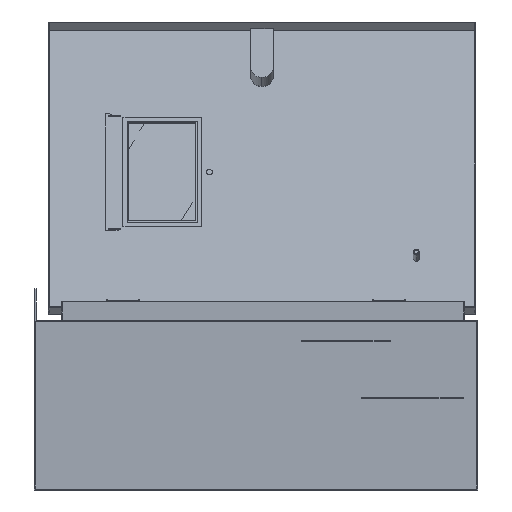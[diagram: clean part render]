
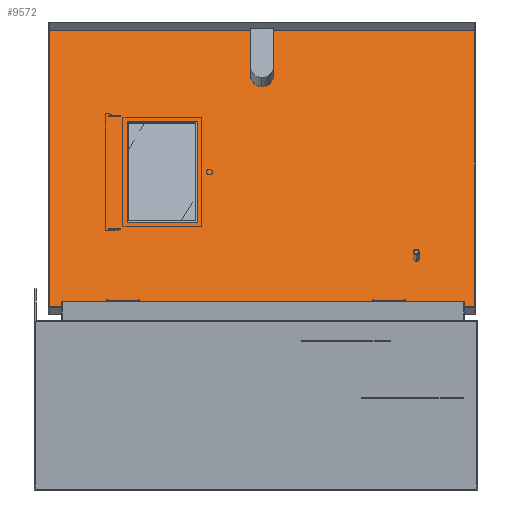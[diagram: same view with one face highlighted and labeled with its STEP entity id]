
A CAD part, left-side view. The second image highlights one B-rep face of the part: STEP entity #9572.
In plain terms, the highlighted face is planar.
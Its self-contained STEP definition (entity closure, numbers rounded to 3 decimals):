
#41 = LINE ( 'NONE', #9661, #3128 ) ;
#51 = VERTEX_POINT ( 'NONE', #4546 ) ;
#148 = DIRECTION ( 'NONE',  ( 1., 0., 0. ) ) ;
#636 = LINE ( 'NONE', #4175, #9911 ) ;
#911 = CARTESIAN_POINT ( 'NONE',  ( 93.5, -156.5, -1. ) ) ;
#936 = ORIENTED_EDGE ( 'NONE', *, *, #9848, .F. ) ;
#977 = VERTEX_POINT ( 'NONE', #6385 ) ;
#1020 = CARTESIAN_POINT ( 'NONE',  ( -152.5, 0., -1. ) ) ;
#1053 = CARTESIAN_POINT ( 'NONE',  ( -54.65, 136.5, -1. ) ) ;
#1057 = AXIS2_PLACEMENT_3D ( 'NONE', #13715, #1456, #8062 ) ;
#1456 = DIRECTION ( 'NONE',  ( 0., 0., 1. ) ) ;
#1465 = FACE_BOUND ( 'NONE', #4536, .T. ) ;
#1780 = VERTEX_POINT ( 'NONE', #5307 ) ;
#1931 = LINE ( 'NONE', #7751, #2742 ) ;
#1998 = EDGE_CURVE ( 'NONE', #977, #1780, #15288, .T. ) ;
#2361 = AXIS2_PLACEMENT_3D ( 'NONE', #15633, #10817, #7486 ) ;
#2471 = ORIENTED_EDGE ( 'NONE', *, *, #14340, .T. ) ;
#2520 = CARTESIAN_POINT ( 'NONE',  ( 0., 0., -1. ) ) ;
#2742 = VECTOR ( 'NONE', #11349, 1000. ) ;
#2760 = EDGE_LOOP ( 'NONE', ( #6495, #7047 ) ) ;
#2963 = DIRECTION ( 'NONE',  ( 0., 0., -1. ) ) ;
#3128 = VECTOR ( 'NONE', #8850, 1000. ) ;
#3537 = VECTOR ( 'NONE', #6913, 1000. ) ;
#3609 = DIRECTION ( 'NONE',  ( 0., 1., 0. ) ) ;
#3828 = EDGE_CURVE ( 'NONE', #8147, #51, #636, .T. ) ;
#3921 = EDGE_LOOP ( 'NONE', ( #9050, #2471, #13153, #4735 ) ) ;
#4090 = EDGE_CURVE ( 'NONE', #6001, #4598, #7941, .T. ) ;
#4175 = CARTESIAN_POINT ( 'NONE',  ( 0., 65.2, -1. ) ) ;
#4345 = EDGE_CURVE ( 'NONE', #4598, #6001, #14499, .T. ) ;
#4364 = CARTESIAN_POINT ( 'NONE',  ( -152.5, -215.5, -1. ) ) ;
#4373 = AXIS2_PLACEMENT_3D ( 'NONE', #2520, #4802, #14474 ) ;
#4464 = EDGE_CURVE ( 'NONE', #13184, #15312, #6593, .T. ) ;
#4535 = AXIS2_PLACEMENT_3D ( 'NONE', #10185, #14299, #11755 ) ;
#4536 = EDGE_LOOP ( 'NONE', ( #7011, #15687 ) ) ;
#4546 = CARTESIAN_POINT ( 'NONE',  ( 54.65, 65.2, -1. ) ) ;
#4598 = VERTEX_POINT ( 'NONE', #7898 ) ;
#4735 = ORIENTED_EDGE ( 'NONE', *, *, #8999, .T. ) ;
#4750 = VECTOR ( 'NONE', #4848, 1000. ) ;
#4802 = DIRECTION ( 'NONE',  ( 0., 0., 1. ) ) ;
#4848 = DIRECTION ( 'NONE',  ( 0., -1., 0. ) ) ;
#5307 = CARTESIAN_POINT ( 'NONE',  ( 152.5, 215.5, -1. ) ) ;
#5801 = VECTOR ( 'NONE', #3609, 1000. ) ;
#5992 = EDGE_CURVE ( 'NONE', #14923, #15093, #15231, .T. ) ;
#6001 = VERTEX_POINT ( 'NONE', #8335 ) ;
#6080 = VERTEX_POINT ( 'NONE', #15002 ) ;
#6135 = AXIS2_PLACEMENT_3D ( 'NONE', #911, #2963, #148 ) ;
#6336 = FACE_OUTER_BOUND ( 'NONE', #15357, .T. ) ;
#6369 = CIRCLE ( 'NONE', #4535, 3. ) ;
#6385 = CARTESIAN_POINT ( 'NONE',  ( 152.5, -215.5, -1. ) ) ;
#6495 = ORIENTED_EDGE ( 'NONE', *, *, #14339, .F. ) ;
#6572 = DIRECTION ( 'NONE',  ( -1., 0., 0. ) ) ;
#6593 = LINE ( 'NONE', #1020, #4750 ) ;
#6913 = DIRECTION ( 'NONE',  ( 1., 0., 0. ) ) ;
#7011 = ORIENTED_EDGE ( 'NONE', *, *, #4345, .T. ) ;
#7047 = ORIENTED_EDGE ( 'NONE', *, *, #7384, .F. ) ;
#7328 = CARTESIAN_POINT ( 'NONE',  ( 54.65, 136.5, -1. ) ) ;
#7384 = EDGE_CURVE ( 'NONE', #6080, #15351, #6369, .T. ) ;
#7486 = DIRECTION ( 'NONE',  ( 1., 0., 0. ) ) ;
#7679 = LINE ( 'NONE', #12334, #3537 ) ;
#7751 = CARTESIAN_POINT ( 'NONE',  ( 54.65, 0., -1. ) ) ;
#7898 = CARTESIAN_POINT ( 'NONE',  ( -92., 0., -1. ) ) ;
#7941 = CIRCLE ( 'NONE', #2361, 11.5 ) ;
#8050 = CARTESIAN_POINT ( 'NONE',  ( -54.65, 65.2, -1. ) ) ;
#8062 = DIRECTION ( 'NONE',  ( 1., 0., 0. ) ) ;
#8147 = VERTEX_POINT ( 'NONE', #8050 ) ;
#8291 = FACE_BOUND ( 'NONE', #3921, .T. ) ;
#8335 = CARTESIAN_POINT ( 'NONE',  ( -115., 0., -1. ) ) ;
#8850 = DIRECTION ( 'NONE',  ( -1., 0., 0. ) ) ;
#8999 = EDGE_CURVE ( 'NONE', #15093, #8147, #10222, .T. ) ;
#9050 = ORIENTED_EDGE ( 'NONE', *, *, #3828, .T. ) ;
#9052 = EDGE_CURVE ( 'NONE', #15312, #977, #7679, .T. ) ;
#9082 = CIRCLE ( 'NONE', #6135, 3. ) ;
#9172 = CARTESIAN_POINT ( 'NONE',  ( -152.5, 215.5, -1. ) ) ;
#9236 = CARTESIAN_POINT ( 'NONE',  ( 96.5, -156.5, -1. ) ) ;
#9435 = DIRECTION ( 'NONE',  ( 0., -1., 0. ) ) ;
#9572 = ADVANCED_FACE ( 'NONE', ( #8291, #1465, #6336, #14465 ), #10112, .F. ) ;
#9661 = CARTESIAN_POINT ( 'NONE',  ( 0., 215.5, -1. ) ) ;
#9752 = DIRECTION ( 'NONE',  ( 1., 0., 0. ) ) ;
#9848 = EDGE_CURVE ( 'NONE', #1780, #13184, #41, .T. ) ;
#9911 = VECTOR ( 'NONE', #9752, 1000. ) ;
#10112 = PLANE ( 'NONE',  #4373 ) ;
#10185 = CARTESIAN_POINT ( 'NONE',  ( 93.5, -156.5, -1. ) ) ;
#10222 = LINE ( 'NONE', #12321, #15004 ) ;
#10448 = CARTESIAN_POINT ( 'NONE',  ( 152.5, 0., -1. ) ) ;
#10518 = VECTOR ( 'NONE', #6572, 1000. ) ;
#10586 = ORIENTED_EDGE ( 'NONE', *, *, #9052, .F. ) ;
#10817 = DIRECTION ( 'NONE',  ( 0., 0., 1. ) ) ;
#11349 = DIRECTION ( 'NONE',  ( 0., 1., 0. ) ) ;
#11755 = DIRECTION ( 'NONE',  ( 1., 0., 0. ) ) ;
#12321 = CARTESIAN_POINT ( 'NONE',  ( -54.65, 0., -1. ) ) ;
#12334 = CARTESIAN_POINT ( 'NONE',  ( 0., -215.5, -1. ) ) ;
#13153 = ORIENTED_EDGE ( 'NONE', *, *, #5992, .T. ) ;
#13184 = VERTEX_POINT ( 'NONE', #9172 ) ;
#13644 = ORIENTED_EDGE ( 'NONE', *, *, #1998, .F. ) ;
#13715 = CARTESIAN_POINT ( 'NONE',  ( -103.5, 0., -1. ) ) ;
#13724 = CARTESIAN_POINT ( 'NONE',  ( 0., 136.5, -1. ) ) ;
#14299 = DIRECTION ( 'NONE',  ( 0., 0., -1. ) ) ;
#14339 = EDGE_CURVE ( 'NONE', #15351, #6080, #9082, .T. ) ;
#14340 = EDGE_CURVE ( 'NONE', #51, #14923, #1931, .T. ) ;
#14465 = FACE_BOUND ( 'NONE', #2760, .T. ) ;
#14474 = DIRECTION ( 'NONE',  ( 1., 0., 0. ) ) ;
#14499 = CIRCLE ( 'NONE', #1057, 11.5 ) ;
#14923 = VERTEX_POINT ( 'NONE', #7328 ) ;
#14938 = ORIENTED_EDGE ( 'NONE', *, *, #4464, .F. ) ;
#15002 = CARTESIAN_POINT ( 'NONE',  ( 90.5, -156.5, -1. ) ) ;
#15004 = VECTOR ( 'NONE', #9435, 1000. ) ;
#15093 = VERTEX_POINT ( 'NONE', #1053 ) ;
#15231 = LINE ( 'NONE', #13724, #10518 ) ;
#15288 = LINE ( 'NONE', #10448, #5801 ) ;
#15312 = VERTEX_POINT ( 'NONE', #4364 ) ;
#15351 = VERTEX_POINT ( 'NONE', #9236 ) ;
#15357 = EDGE_LOOP ( 'NONE', ( #14938, #936, #13644, #10586 ) ) ;
#15633 = CARTESIAN_POINT ( 'NONE',  ( -103.5, 0., -1. ) ) ;
#15687 = ORIENTED_EDGE ( 'NONE', *, *, #4090, .T. ) ;
